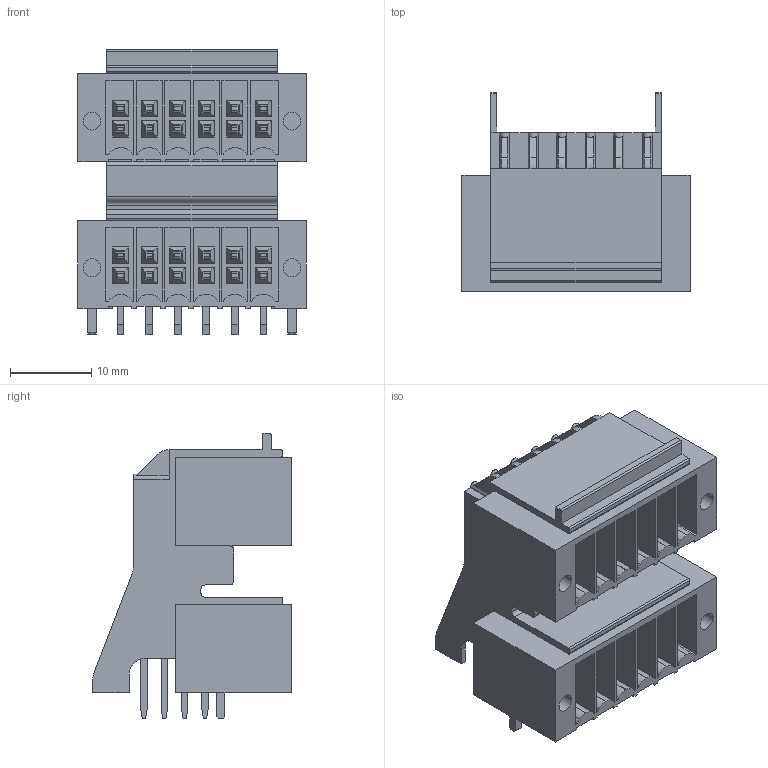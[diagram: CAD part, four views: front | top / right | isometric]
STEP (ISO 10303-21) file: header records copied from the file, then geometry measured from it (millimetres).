
FILE_DESCRIPTION(('CATIA V5 STEP Exchange','CAx-IF Rec.Pracs.--- Model Styling and Organization---1.2---2011-12-15'),'2;1');
FILE_NAME ('D1451388_0', '2018-09-18T11:25:29+00:00', ('none'), ('Weidmueller'), 'CATIA Version 5-6 Release 2014', 'CATIA V5 STEP AP214', 'none');
FILE_SCHEMA(('AUTOMOTIVE_DESIGN { 1 0 10303 214 1 1 1 1 }'));
Length unit declared in the file: millimetre
Products named in the file (1): 1357940000
Bounding box: 28 x 24.4 x 35 mm (x, y, z)
Volume: 9760.5 mm3; surface area: 11741.3 mm2
Topology: 27 solids, 27 shells, 871 faces, 2303 edges, 1520 vertices
Faces by surface type: plane 801, cylinder 70
Entity records: 24991 total; most frequent: ORIENTED_EDGE 4606, CARTESIAN_POINT 4582, DIRECTION 3393, EDGE_CURVE 2303, VECTOR 2041, LINE 2041, VERTEX_POINT 1520, EDGE_LOOP 953
